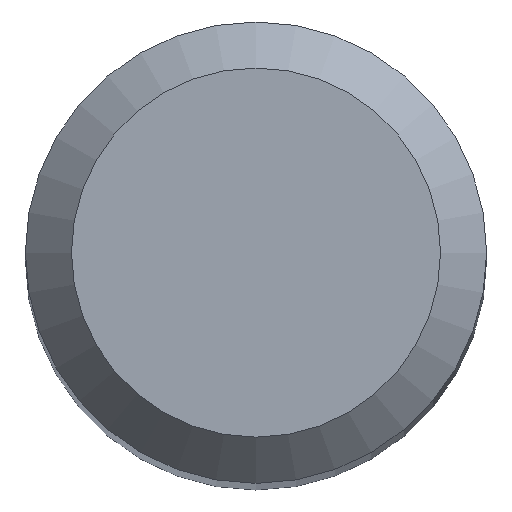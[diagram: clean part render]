
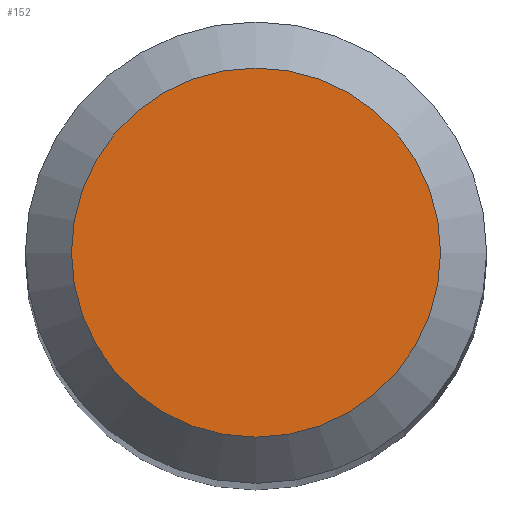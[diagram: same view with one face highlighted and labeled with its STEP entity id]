
A CAD part, top view. The second image highlights one B-rep face of the part: STEP entity #152.
In plain terms, the highlighted planar face has unit normal (0, 0, 1).
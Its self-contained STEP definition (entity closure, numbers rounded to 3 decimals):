
#14 = VERTEX_POINT ( 'NONE', #351 ) ;
#22 = DIRECTION ( 'NONE',  ( 1., 0., 0. ) ) ;
#37 = EDGE_LOOP ( 'NONE', ( #164 ) ) ;
#136 = EDGE_CURVE ( 'NONE', #14, #14, #298, .T. ) ;
#152 = ADVANCED_FACE ( 'NONE', ( #340 ), #183, .F. ) ;
#164 = ORIENTED_EDGE ( 'NONE', *, *, #136, .T. ) ;
#167 = CARTESIAN_POINT ( 'NONE',  ( 0., 0., 38. ) ) ;
#172 = AXIS2_PLACEMENT_3D ( 'NONE', #312, #308, #277 ) ;
#183 = PLANE ( 'NONE',  #172 ) ;
#277 = DIRECTION ( 'NONE',  ( -1., 0., 0. ) ) ;
#294 = DIRECTION ( 'NONE',  ( 0., 0., 1. ) ) ;
#298 = CIRCLE ( 'NONE', #353, 1.2 ) ;
#308 = DIRECTION ( 'NONE',  ( 0., 0., -1. ) ) ;
#312 = CARTESIAN_POINT ( 'NONE',  ( 0., 1.2, 38. ) ) ;
#340 = FACE_OUTER_BOUND ( 'NONE', #37, .T. ) ;
#351 = CARTESIAN_POINT ( 'NONE',  ( 1.2, 0., 38. ) ) ;
#353 = AXIS2_PLACEMENT_3D ( 'NONE', #167, #294, #22 ) ;
